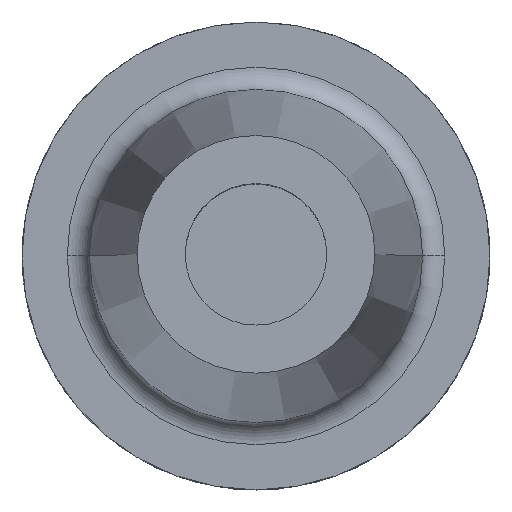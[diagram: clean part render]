
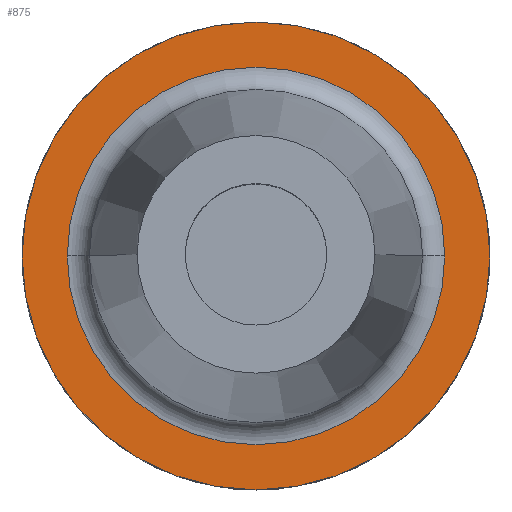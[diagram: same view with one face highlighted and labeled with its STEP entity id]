
A CAD part, top view. The second image highlights one B-rep face of the part: STEP entity #875.
In plain terms, the highlighted planar face has unit normal (0, 0, 1).
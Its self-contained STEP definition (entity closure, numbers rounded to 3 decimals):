
#42 = DIRECTION ( 'NONE',  ( 0., 0., -1. ) ) ;
#51 = CIRCLE ( 'NONE', #493, 25.419 ) ;
#54 = FACE_OUTER_BOUND ( 'NONE', #279, .T. ) ;
#167 = DIRECTION ( 'NONE',  ( 0., 0., -1. ) ) ;
#186 = CARTESIAN_POINT ( 'NONE',  ( -25.419, 0., 27. ) ) ;
#230 = AXIS2_PLACEMENT_3D ( 'NONE', #1122, #167, #941 ) ;
#239 = EDGE_CURVE ( 'NONE', #1333, #1303, #51, .T. ) ;
#279 = EDGE_LOOP ( 'NONE', ( #1190, #844 ) ) ;
#283 = DIRECTION ( 'NONE',  ( -1., 0., 0. ) ) ;
#290 = EDGE_LOOP ( 'NONE', ( #980, #1515 ) ) ;
#339 = FACE_BOUND ( 'NONE', #290, .T. ) ;
#362 = CARTESIAN_POINT ( 'NONE',  ( 25.419, 0., 27. ) ) ;
#410 = PLANE ( 'NONE',  #784 ) ;
#416 = DIRECTION ( 'NONE',  ( -1., 0., 0. ) ) ;
#439 = DIRECTION ( 'NONE',  ( 0., 0., -1. ) ) ;
#474 = VERTEX_POINT ( 'NONE', #1074 ) ;
#493 = AXIS2_PLACEMENT_3D ( 'NONE', #656, #925, #1056 ) ;
#562 = CARTESIAN_POINT ( 'NONE',  ( 0., 0., 27. ) ) ;
#600 = DIRECTION ( 'NONE',  ( 0., 0., -1. ) ) ;
#656 = CARTESIAN_POINT ( 'NONE',  ( 0., 0., 27. ) ) ;
#677 = CARTESIAN_POINT ( 'NONE',  ( -31.5, 0., 27. ) ) ;
#688 = CIRCLE ( 'NONE', #230, 31.5 ) ;
#744 = EDGE_CURVE ( 'NONE', #1022, #474, #688, .T. ) ;
#784 = AXIS2_PLACEMENT_3D ( 'NONE', #562, #439, #416 ) ;
#829 = CIRCLE ( 'NONE', #899, 25.419 ) ;
#833 = EDGE_CURVE ( 'NONE', #474, #1022, #1072, .T. ) ;
#844 = ORIENTED_EDGE ( 'NONE', *, *, #833, .F. ) ;
#875 = ADVANCED_FACE ( 'NONE', ( #339, #54 ), #410, .F. ) ;
#899 = AXIS2_PLACEMENT_3D ( 'NONE', #1383, #600, #1265 ) ;
#925 = DIRECTION ( 'NONE',  ( 0., 0., -1. ) ) ;
#941 = DIRECTION ( 'NONE',  ( -1., 0., 0. ) ) ;
#980 = ORIENTED_EDGE ( 'NONE', *, *, #1517, .T. ) ;
#1022 = VERTEX_POINT ( 'NONE', #677 ) ;
#1056 = DIRECTION ( 'NONE',  ( -1., 0., 0. ) ) ;
#1072 = CIRCLE ( 'NONE', #1575, 31.5 ) ;
#1074 = CARTESIAN_POINT ( 'NONE',  ( 31.5, 0., 27. ) ) ;
#1122 = CARTESIAN_POINT ( 'NONE',  ( 0., 0., 27. ) ) ;
#1190 = ORIENTED_EDGE ( 'NONE', *, *, #744, .F. ) ;
#1265 = DIRECTION ( 'NONE',  ( -1., 0., 0. ) ) ;
#1303 = VERTEX_POINT ( 'NONE', #186 ) ;
#1333 = VERTEX_POINT ( 'NONE', #362 ) ;
#1383 = CARTESIAN_POINT ( 'NONE',  ( 0., 0., 27. ) ) ;
#1515 = ORIENTED_EDGE ( 'NONE', *, *, #239, .T. ) ;
#1517 = EDGE_CURVE ( 'NONE', #1303, #1333, #829, .T. ) ;
#1540 = CARTESIAN_POINT ( 'NONE',  ( 0., 0., 27. ) ) ;
#1575 = AXIS2_PLACEMENT_3D ( 'NONE', #1540, #42, #283 ) ;
